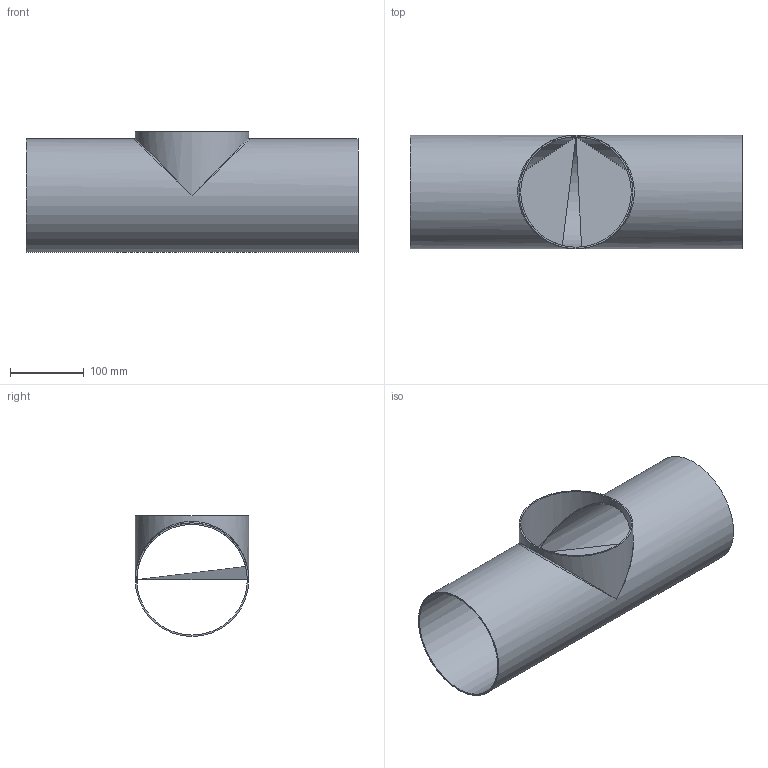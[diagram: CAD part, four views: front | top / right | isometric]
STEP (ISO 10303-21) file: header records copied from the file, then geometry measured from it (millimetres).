
FILE_DESCRIPTION((''),'2;1');
FILE_NAME('41110150X.stp','2010-08-13T13:47:42',('thilbrands'),(''),'Autodesk Inventor 2008','Autodesk Inventor 2008','');
FILE_SCHEMA(('AUTOMOTIVE_DESIGN { 1 0 10303 214 1 1 1 1 }'));
Length unit declared in the file: millimetre
Products named in the file (1): 411100101
Bounding box: 450 x 154 x 164 mm (x, y, z)
Volume: 420216.6 mm3; surface area: 422890.5 mm2
Topology: 1 solids, 1 shells, 11 faces, 30 edges, 12 vertices
Faces by surface type: bspline 4, cylinder 4, plane 3
Full cylindrical faces by diameter (mm): 150 x2, 154 x2
Entity records: 1681 total; most frequent: CARTESIAN_POINT 1469, DIRECTION 36, ORIENTED_EDGE 28, EDGE_LOOP 20, AXIS2_PLACEMENT_3D 18, EDGE_CURVE 14, FACE_OUTER_BOUND 11, ADVANCED_FACE 11
